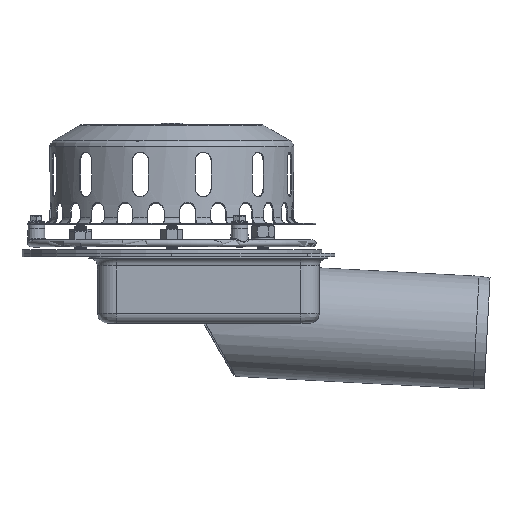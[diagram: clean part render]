
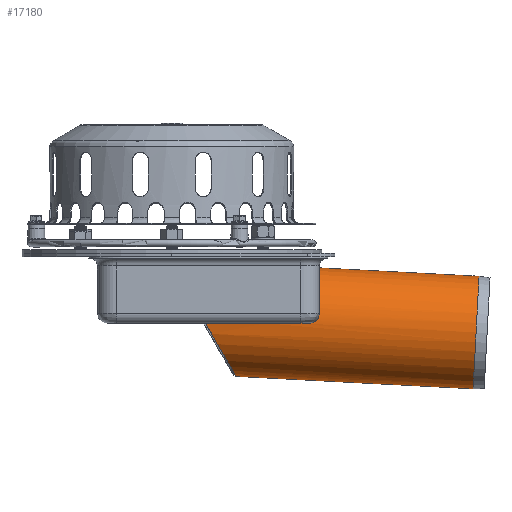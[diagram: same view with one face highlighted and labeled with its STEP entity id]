
A CAD part, front view. The second image highlights one B-rep face of the part: STEP entity #17180.
In plain terms, the highlighted cylindrical face has radius 508 mm (diameter 1016 mm), a full revolution.
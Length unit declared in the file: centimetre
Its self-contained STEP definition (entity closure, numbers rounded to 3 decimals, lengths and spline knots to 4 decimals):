
#209=ELLIPSE('',#18895,970.652,50.8);
#212=ELLIPSE('',#18901,970.652,50.8);
#213=ELLIPSE('',#18902,970.652,50.8);
#217=ELLIPSE('',#18910,970.652,50.8);
#220=ELLIPSE('',#18921,60.5721,50.8);
#225=ELLIPSE('',#18928,970.652,50.8);
#226=ELLIPSE('',#18929,970.652,50.8);
#227=ELLIPSE('',#18930,50.8697,50.8);
#228=ELLIPSE('',#18931,970.652,50.8);
#496=CYLINDRICAL_SURFACE('',#18927,50.8);
#1231=LINE('',#35971,#2243);
#2243=VECTOR('',#22959,50.8);
#3947=CIRCLE('',#18918,50.8);
#5111=FACE_OUTER_BOUND('',#6266,.T.);
#6266=EDGE_LOOP('',(#14893,#14894,#14895,#14896,#14897,#14898,#14899,#14900,
#14901,#14902,#14903,#14904,#14905,#14906));
#7072=B_SPLINE_CURVE_WITH_KNOTS('',3,(#35976,#35977,#35978,#35979,#35980,
#35981,#35982,#35983,#35984,#35985,#35986,#35987,#35988,#35989,#35990,#35991,
#35992,#35993,#35994,#35995),.UNSPECIFIED.,.F.,.F.,(4,2,2,2,2,2,2,2,2,4),
(27.911,29.139,30.8342,32.5293,34.2244,
35.9333,37.6422,39.3511,41.06,41.5362),
 .UNSPECIFIED.);
#7073=B_SPLINE_CURVE_WITH_KNOTS('',3,(#35999,#36000,#36001,#36002,#36003,
#36004,#36005,#36006,#36007,#36008,#36009,#36010,#36011,#36012,#36013,#36014,
#36015,#36016,#36017,#36018),.UNSPECIFIED.,.F.,.F.,(4,2,2,2,2,2,2,2,2,4),
(13.3516,13.8278,15.5367,17.2456,18.9545,
20.6634,22.3586,24.0537,25.7488,26.9768),
 .UNSPECIFIED.);
#8215=VERTEX_POINT('',#35835);
#8217=VERTEX_POINT('',#35846);
#8220=VERTEX_POINT('',#35858);
#8221=VERTEX_POINT('',#35867);
#8222=VERTEX_POINT('',#35868);
#8229=VERTEX_POINT('',#35897);
#8234=VERTEX_POINT('',#35912);
#8240=VERTEX_POINT('',#35970);
#8241=VERTEX_POINT('',#35973);
#8242=VERTEX_POINT('',#35975);
#8243=VERTEX_POINT('',#35996);
#8244=VERTEX_POINT('',#35998);
#10447=EDGE_CURVE('',#8215,#8217,#209,.T.);
#10454=EDGE_CURVE('',#8217,#8220,#212,.T.);
#10455=EDGE_CURVE('',#8221,#8222,#213,.T.);
#10467=EDGE_CURVE('',#8229,#8221,#217,.T.);
#10475=EDGE_CURVE('',#8234,#8234,#3947,.T.);
#10477=EDGE_CURVE('',#8220,#8229,#220,.T.);
#10485=EDGE_CURVE('',#8234,#8240,#1231,.T.);
#10486=EDGE_CURVE('',#8240,#8215,#225,.T.);
#10487=EDGE_CURVE('',#8222,#8241,#226,.T.);
#10488=EDGE_CURVE('',#8241,#8242,#7072,.T.);
#10489=EDGE_CURVE('',#8242,#8243,#227,.T.);
#10490=EDGE_CURVE('',#8243,#8244,#7073,.T.);
#10491=EDGE_CURVE('',#8244,#8240,#228,.T.);
#14893=ORIENTED_EDGE('',*,*,#10475,.F.);
#14894=ORIENTED_EDGE('',*,*,#10485,.T.);
#14895=ORIENTED_EDGE('',*,*,#10486,.T.);
#14896=ORIENTED_EDGE('',*,*,#10447,.T.);
#14897=ORIENTED_EDGE('',*,*,#10454,.T.);
#14898=ORIENTED_EDGE('',*,*,#10477,.T.);
#14899=ORIENTED_EDGE('',*,*,#10467,.T.);
#14900=ORIENTED_EDGE('',*,*,#10455,.T.);
#14901=ORIENTED_EDGE('',*,*,#10487,.T.);
#14902=ORIENTED_EDGE('',*,*,#10488,.T.);
#14903=ORIENTED_EDGE('',*,*,#10489,.T.);
#14904=ORIENTED_EDGE('',*,*,#10490,.T.);
#14905=ORIENTED_EDGE('',*,*,#10491,.T.);
#14906=ORIENTED_EDGE('',*,*,#10485,.F.);
#17180=ADVANCED_FACE('',(#5111),#496,.T.);
#18895=AXIS2_PLACEMENT_3D('',#35847,#22877,#22878);
#18901=AXIS2_PLACEMENT_3D('',#35860,#22893,#22894);
#18902=AXIS2_PLACEMENT_3D('',#35869,#22895,#22896);
#18910=AXIS2_PLACEMENT_3D('',#35898,#22919,#22920);
#18918=AXIS2_PLACEMENT_3D('',#35914,#22938,#22939);
#18921=AXIS2_PLACEMENT_3D('',#35917,#22944,#22945);
#18927=AXIS2_PLACEMENT_3D('',#35969,#22957,#22958);
#18928=AXIS2_PLACEMENT_3D('',#35972,#22960,#22961);
#18929=AXIS2_PLACEMENT_3D('',#35974,#22962,#22963);
#18930=AXIS2_PLACEMENT_3D('',#35997,#22964,#22965);
#18931=AXIS2_PLACEMENT_3D('',#36019,#22966,#22967);
#22877=DIRECTION('center_axis',(0.,0.,-1.));
#22878=DIRECTION('ref_axis',(1.,0.,0.));
#22893=DIRECTION('center_axis',(0.,0.,-1.));
#22894=DIRECTION('ref_axis',(1.,0.,0.));
#22895=DIRECTION('center_axis',(0.,0.,-1.));
#22896=DIRECTION('ref_axis',(1.,0.,0.));
#22919=DIRECTION('center_axis',(0.,0.,-1.));
#22920=DIRECTION('ref_axis',(1.,0.,0.));
#22938=DIRECTION('center_axis',(0.999,0.,
-0.052));
#22939=DIRECTION('ref_axis',(0.,1.,0.));
#22944=DIRECTION('center_axis',(0.866,0.,0.5));
#22945=DIRECTION('ref_axis',(-0.5,0.,0.866));
#22957=DIRECTION('center_axis',(0.999,0.,
-0.052));
#22958=DIRECTION('ref_axis',(0.,1.,0.));
#22959=DIRECTION('',(-0.999,0.,0.052));
#22960=DIRECTION('center_axis',(0.,0.,-1.));
#22961=DIRECTION('ref_axis',(1.,0.,0.));
#22962=DIRECTION('center_axis',(0.,0.,-1.));
#22963=DIRECTION('ref_axis',(1.,0.,0.));
#22964=DIRECTION('center_axis',(1.,0.,0.));
#22965=DIRECTION('ref_axis',(0.,0.,1.));
#22966=DIRECTION('center_axis',(0.,0.,-1.));
#22967=DIRECTION('ref_axis',(1.,0.,0.));
#35835=CARTESIAN_POINT('',(56.0003,-50.7136,-60.));
#35846=CARTESIAN_POINT('',(48.0003,-50.6874,-60.));
#35847=CARTESIAN_POINT('Origin',(112.5886,0.,-60.));
#35858=CARTESIAN_POINT('',(30.2518,-50.6169,-60.));
#35860=CARTESIAN_POINT('Origin',(112.5886,0.,-60.));
#35867=CARTESIAN_POINT('',(48.0003,50.6874,-60.));
#35868=CARTESIAN_POINT('',(56.0003,50.7136,-60.));
#35869=CARTESIAN_POINT('Origin',(112.5886,0.,-60.));
#35897=CARTESIAN_POINT('',(30.2518,50.6169,-60.));
#35898=CARTESIAN_POINT('Origin',(112.5886,0.,-60.));
#35912=CARTESIAN_POINT('',(274.1963,-50.8,-68.4695));
#35914=CARTESIAN_POINT('Origin',(274.1963,0.,-68.4695));
#35917=CARTESIAN_POINT('Origin',(27.6828,0.,-55.5503));
#35969=CARTESIAN_POINT('Origin',(134.4672,0.,-61.1466));
#35970=CARTESIAN_POINT('',(112.5886,-50.8,-60.));
#35971=CARTESIAN_POINT('',(134.4672,-50.8,-61.1466));
#35972=CARTESIAN_POINT('Origin',(112.5886,0.,-60.));
#35973=CARTESIAN_POINT('',(124.,50.7965,-60.));
#35974=CARTESIAN_POINT('Origin',(112.5886,0.,-60.));
#35975=CARTESIAN_POINT('',(133.,49.7948,-51.));
#35976=CARTESIAN_POINT('Ctrl Pts',(124.,50.7965,-60.));
#35977=CARTESIAN_POINT('Ctrl Pts',(124.4164,50.7962,-60.));
#35978=CARTESIAN_POINT('Ctrl Pts',(124.8412,50.7956,-59.9709));
#35979=CARTESIAN_POINT('Ctrl Pts',(125.8523,50.7927,-59.8272));
#35980=CARTESIAN_POINT('Ctrl Pts',(126.4386,50.7899,-59.6841));
#35981=CARTESIAN_POINT('Ctrl Pts',(127.5696,50.7784,-59.2836));
#35982=CARTESIAN_POINT('Ctrl Pts',(128.1152,50.7697,-59.0259));
#35983=CARTESIAN_POINT('Ctrl Pts',(129.131,50.7422,-58.4177));
#35984=CARTESIAN_POINT('Ctrl Pts',(129.6012,50.7232,-58.0672));
#35985=CARTESIAN_POINT('Ctrl Pts',(130.4437,50.6723,-57.3089));
#35986=CARTESIAN_POINT('Ctrl Pts',(130.844,50.6386,-56.8749));
#35987=CARTESIAN_POINT('Ctrl Pts',(131.5578,50.5494,-55.9228));
#35988=CARTESIAN_POINT('Ctrl Pts',(131.8714,50.4937,-55.4048));
#35989=CARTESIAN_POINT('Ctrl Pts',(132.3869,50.3582,-54.3197));
#35990=CARTESIAN_POINT('Ctrl Pts',(132.5893,50.2781,-53.7517));
#35991=CARTESIAN_POINT('Ctrl Pts',(132.8751,50.0966,-52.6067));
#35992=CARTESIAN_POINT('Ctrl Pts',(132.9584,49.9951,-52.0297));
#35993=CARTESIAN_POINT('Ctrl Pts',(132.9958,49.8576,-51.3154));
#35994=CARTESIAN_POINT('Ctrl Pts',(133.,49.8267,-51.1582));
#35995=CARTESIAN_POINT('Ctrl Pts',(133.,49.7948,-51.));
#35996=CARTESIAN_POINT('',(133.,-49.7948,-51.));
#35997=CARTESIAN_POINT('Origin',(133.,0.,-61.0697));
#35998=CARTESIAN_POINT('',(124.,-50.7965,-60.));
#35999=CARTESIAN_POINT('Ctrl Pts',(133.,-49.7948,-51.));
#36000=CARTESIAN_POINT('Ctrl Pts',(133.,-49.8267,-51.1582));
#36001=CARTESIAN_POINT('Ctrl Pts',(132.9958,-49.8576,-51.3154));
#36002=CARTESIAN_POINT('Ctrl Pts',(132.9584,-49.9951,-52.0297));
#36003=CARTESIAN_POINT('Ctrl Pts',(132.8751,-50.0966,-52.6067));
#36004=CARTESIAN_POINT('Ctrl Pts',(132.5893,-50.2781,-53.7517));
#36005=CARTESIAN_POINT('Ctrl Pts',(132.3869,-50.3582,-54.3197));
#36006=CARTESIAN_POINT('Ctrl Pts',(131.8714,-50.4937,-55.4048));
#36007=CARTESIAN_POINT('Ctrl Pts',(131.5578,-50.5494,-55.9228));
#36008=CARTESIAN_POINT('Ctrl Pts',(130.844,-50.6386,-56.8749));
#36009=CARTESIAN_POINT('Ctrl Pts',(130.4437,-50.6723,-57.3089));
#36010=CARTESIAN_POINT('Ctrl Pts',(129.6012,-50.7232,-58.0672));
#36011=CARTESIAN_POINT('Ctrl Pts',(129.131,-50.7422,-58.4177));
#36012=CARTESIAN_POINT('Ctrl Pts',(128.1152,-50.7697,-59.0259));
#36013=CARTESIAN_POINT('Ctrl Pts',(127.5696,-50.7784,-59.2836));
#36014=CARTESIAN_POINT('Ctrl Pts',(126.4386,-50.7899,-59.6841));
#36015=CARTESIAN_POINT('Ctrl Pts',(125.8523,-50.7927,-59.8272));
#36016=CARTESIAN_POINT('Ctrl Pts',(124.8412,-50.7956,-59.9709));
#36017=CARTESIAN_POINT('Ctrl Pts',(124.4164,-50.7962,-60.));
#36018=CARTESIAN_POINT('Ctrl Pts',(124.,-50.7965,-60.));
#36019=CARTESIAN_POINT('Origin',(112.5886,0.,-60.));
